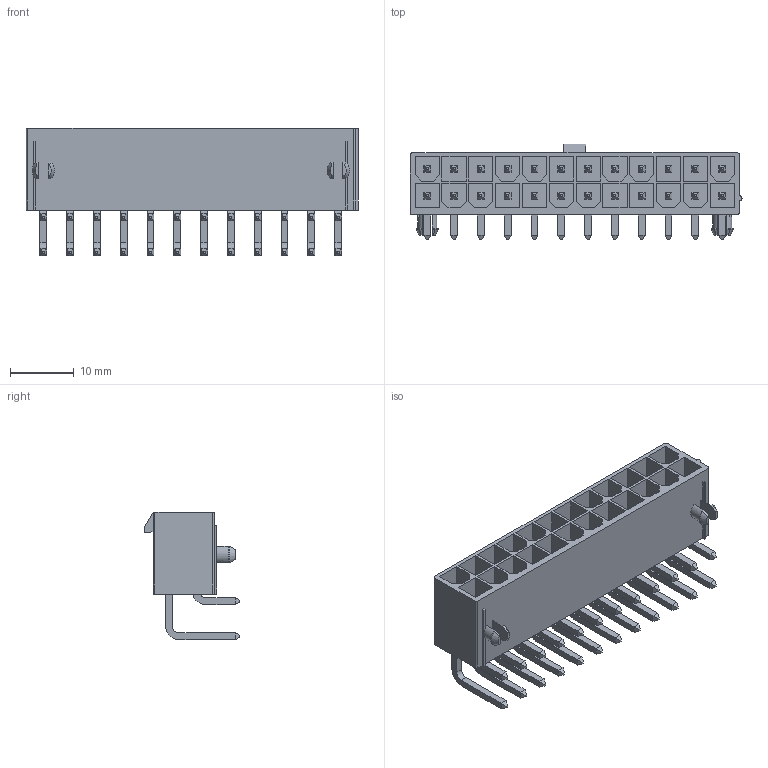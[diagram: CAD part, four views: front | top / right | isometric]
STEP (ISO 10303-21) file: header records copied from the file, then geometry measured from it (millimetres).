
FILE_DESCRIPTION((''),'2;1');
FILE_NAME('039300240','2018-02-20T',('ksrinivasara'),(''),'PRO/ENGINEER BY PARAMETRIC TECHNOLOGY CORPORATION, 2012310','PRO/ENGINEER BY PARAMETRIC TECHNOLOGY CORPORATION, 2012310','');
FILE_SCHEMA(('CONFIG_CONTROL_DESIGN'));
Length unit declared in the file: millimetre
Products named in the file (1): 039300240
Bounding box: 52 x 15 x 19.93 mm (x, y, z)
Volume: 3777.4 mm3; surface area: 7564.1 mm2
Topology: 1 solids, 1 shells, 717 faces, 1765 edges, 1126 vertices
Faces by surface type: plane 652, cylinder 61, cone 4
Entity records: 20588 total; most frequent: CARTESIAN_POINT 3569, ORIENTED_EDGE 3422, DIRECTION 3377, EDGE_CURVE 1711, VECTOR 1573, LINE 1573, VERTEX_POINT 1070, AXIS2_PLACEMENT_3D 902
